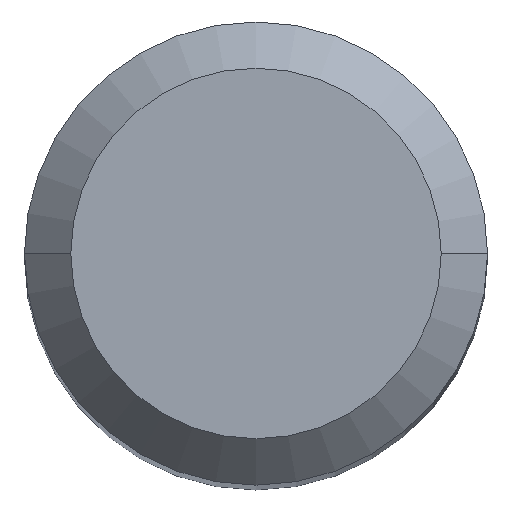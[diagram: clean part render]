
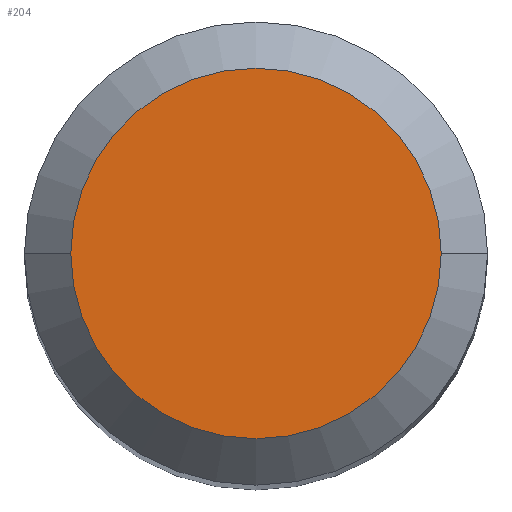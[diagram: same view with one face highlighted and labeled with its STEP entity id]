
A CAD part, top view. The second image highlights one B-rep face of the part: STEP entity #204.
In plain terms, the highlighted planar face has unit normal (0, 0, 1).
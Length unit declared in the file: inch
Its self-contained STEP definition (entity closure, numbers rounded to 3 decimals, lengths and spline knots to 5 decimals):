
#39 = VERTEX_POINT ( 'NONE', #341 ) ;
#72 = CARTESIAN_POINT ( 'NONE',  ( -0.09448, 0., 0. ) ) ;
#131 = DIRECTION ( 'NONE',  ( 0., 0., -1. ) ) ;
#135 = CARTESIAN_POINT ( 'NONE',  ( 0., 0., 0. ) ) ;
#136 = FACE_OUTER_BOUND ( 'NONE', #364, .T. ) ;
#179 = DIRECTION ( 'NONE',  ( 1., 0., 0. ) ) ;
#204 = ADVANCED_FACE ( 'NONE', ( #136 ), #466, .F. ) ;
#215 = DIRECTION ( 'NONE',  ( 0., 0., 1. ) ) ;
#217 = DIRECTION ( 'NONE',  ( 1., 0., 0. ) ) ;
#274 = DIRECTION ( 'NONE',  ( -1., 0., 0. ) ) ;
#328 = AXIS2_PLACEMENT_3D ( 'NONE', #135, #215, #217 ) ;
#341 = CARTESIAN_POINT ( 'NONE',  ( 0.09448, 0., 0. ) ) ;
#361 = CIRCLE ( 'NONE', #424, 0.09448 ) ;
#364 = EDGE_LOOP ( 'NONE', ( #406, #452 ) ) ;
#387 = EDGE_CURVE ( 'NONE', #39, #413, #483, .T. ) ;
#388 = CARTESIAN_POINT ( 'NONE',  ( 0., 0., 0. ) ) ;
#400 = CARTESIAN_POINT ( 'NONE',  ( 0., 0., 0. ) ) ;
#406 = ORIENTED_EDGE ( 'NONE', *, *, #441, .T. ) ;
#413 = VERTEX_POINT ( 'NONE', #72 ) ;
#424 = AXIS2_PLACEMENT_3D ( 'NONE', #400, #437, #179 ) ;
#437 = DIRECTION ( 'NONE',  ( 0., 0., 1. ) ) ;
#441 = EDGE_CURVE ( 'NONE', #413, #39, #361, .T. ) ;
#452 = ORIENTED_EDGE ( 'NONE', *, *, #387, .T. ) ;
#466 = PLANE ( 'NONE',  #474 ) ;
#474 = AXIS2_PLACEMENT_3D ( 'NONE', #388, #131, #274 ) ;
#483 = CIRCLE ( 'NONE', #328, 0.09448 ) ;
